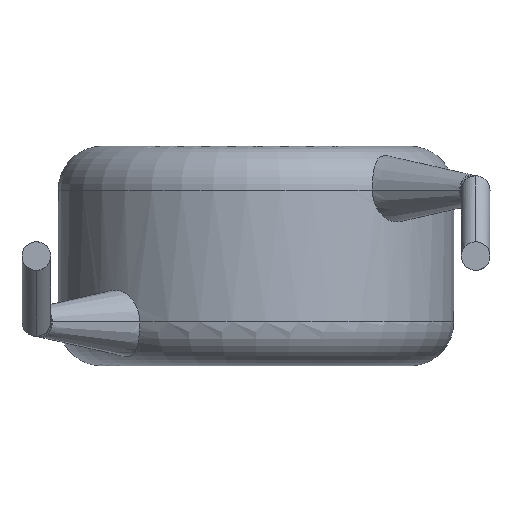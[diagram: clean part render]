
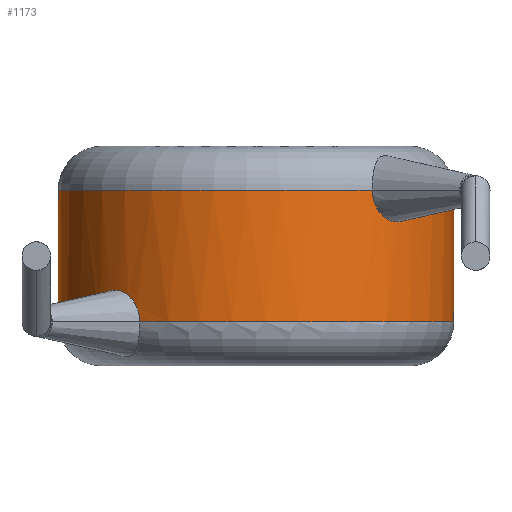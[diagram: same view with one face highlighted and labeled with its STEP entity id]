
A CAD part, front view. The second image highlights one B-rep face of the part: STEP entity #1173.
In plain terms, the highlighted cylindrical face has radius 4.5 mm (diameter 9 mm), a partial arc.
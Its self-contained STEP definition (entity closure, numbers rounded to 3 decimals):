
#60 = CARTESIAN_POINT ( 'NONE',  ( 3.675, -2.597, 4. ) ) ;
#65 = B_SPLINE_CURVE_WITH_KNOTS ( 'NONE', 3,
 ( #3800, #4121, #191, #239, #2512, #2165, #1534, #570, #2494, #3120, #556, #4138, #3442, #2839 ),
 .UNSPECIFIED., .F., .F.,
 ( 4, 2, 2, 2, 2, 2, 4 ),
 ( 0., 0., 0.001, 0.001, 0.001, 0.002, 0.002 ),
 .UNSPECIFIED. ) ;
#67 = EDGE_CURVE ( 'NONE', #166, #2306, #2066, .T. ) ;
#68 = CARTESIAN_POINT ( 'NONE',  ( 0., 0., 1. ) ) ;
#94 = DIRECTION ( 'NONE',  ( 0., 0., 1. ) ) ;
#108 = CIRCLE ( 'NONE', #3659, 4.5 ) ;
#166 = VERTEX_POINT ( 'NONE', #2164 ) ;
#191 = CARTESIAN_POINT ( 'NONE',  ( -2.662, -3.628, 1.191 ) ) ;
#239 = CARTESIAN_POINT ( 'NONE',  ( -2.722, -3.583, 1.367 ) ) ;
#357 = DIRECTION ( 'NONE',  ( 0., 0., -1. ) ) ;
#363 = VERTEX_POINT ( 'NONE', #3688 ) ;
#364 = CARTESIAN_POINT ( 'NONE',  ( 3.675, -2.597, 3.807 ) ) ;
#441 = CARTESIAN_POINT ( 'NONE',  ( 0., 0., 4. ) ) ;
#556 = CARTESIAN_POINT ( 'NONE',  ( -3.502, -2.826, 1.58 ) ) ;
#570 = CARTESIAN_POINT ( 'NONE',  ( -3.27, -3.093, 1.723 ) ) ;
#647 = LINE ( 'NONE', #2540, #2290 ) ;
#752 = VERTEX_POINT ( 'NONE', #2261 ) ;
#766 = AXIS2_PLACEMENT_3D ( 'NONE', #68, #94, #3327 ) ;
#985 = CIRCLE ( 'NONE', #1195, 4.5 ) ;
#1017 = CARTESIAN_POINT ( 'NONE',  ( -4.5, 0., 5. ) ) ;
#1046 = CARTESIAN_POINT ( 'NONE',  ( -3.675, -2.597, 1. ) ) ;
#1146 = FACE_OUTER_BOUND ( 'NONE', #2711, .T. ) ;
#1173 = ADVANCED_FACE ( 'NONE', ( #1146 ), #3038, .T. ) ;
#1184 = ORIENTED_EDGE ( 'NONE', *, *, #67, .T. ) ;
#1189 = VERTEX_POINT ( 'NONE', #3326 ) ;
#1195 = AXIS2_PLACEMENT_3D ( 'NONE', #3814, #3803, #1210 ) ;
#1210 = DIRECTION ( 'NONE',  ( 1., 0., 0. ) ) ;
#1302 = CARTESIAN_POINT ( 'NONE',  ( 3.502, -2.826, 3.42 ) ) ;
#1341 = ORIENTED_EDGE ( 'NONE', *, *, #2010, .F. ) ;
#1528 = VECTOR ( 'NONE', #3647, 1000. ) ;
#1529 = DIRECTION ( 'NONE',  ( 1., 0., 0. ) ) ;
#1534 = CARTESIAN_POINT ( 'NONE',  ( -3.069, -3.296, 1.723 ) ) ;
#1649 = VERTEX_POINT ( 'NONE', #1926 ) ;
#1693 = CARTESIAN_POINT ( 'NONE',  ( 4.5, 0., 1. ) ) ;
#1834 = AXIS2_PLACEMENT_3D ( 'NONE', #4018, #2338, #2361 ) ;
#1926 = CARTESIAN_POINT ( 'NONE',  ( -4.5, 0., 4. ) ) ;
#2010 = EDGE_CURVE ( 'NONE', #166, #2310, #65, .T. ) ;
#2066 = CIRCLE ( 'NONE', #766, 4.5 ) ;
#2073 = AXIS2_PLACEMENT_3D ( 'NONE', #2446, #2773, #1529 ) ;
#2164 = CARTESIAN_POINT ( 'NONE',  ( -2.646, -3.64, 1. ) ) ;
#2165 = CARTESIAN_POINT ( 'NONE',  ( -2.926, -3.422, 1.646 ) ) ;
#2261 = CARTESIAN_POINT ( 'NONE',  ( -4.5, 0., 1. ) ) ;
#2290 = VECTOR ( 'NONE', #3554, 1000. ) ;
#2306 = VERTEX_POINT ( 'NONE', #1693 ) ;
#2310 = VERTEX_POINT ( 'NONE', #1046 ) ;
#2338 = DIRECTION ( 'NONE',  ( 0., 0., -1. ) ) ;
#2361 = DIRECTION ( 'NONE',  ( -1., 0., 0. ) ) ;
#2365 = CARTESIAN_POINT ( 'NONE',  ( 2.926, -3.422, 3.354 ) ) ;
#2446 = CARTESIAN_POINT ( 'NONE',  ( 0., 0., 1. ) ) ;
#2494 = CARTESIAN_POINT ( 'NONE',  ( -3.335, -3.023, 1.705 ) ) ;
#2510 = ORIENTED_EDGE ( 'NONE', *, *, #2989, .T. ) ;
#2512 = CARTESIAN_POINT ( 'NONE',  ( -2.767, -3.55, 1.447 ) ) ;
#2540 = CARTESIAN_POINT ( 'NONE',  ( 4.5, 0., 5. ) ) ;
#2647 = EDGE_CURVE ( 'NONE', #1189, #1649, #985, .T. ) ;
#2700 = VERTEX_POINT ( 'NONE', #4175 ) ;
#2711 = EDGE_LOOP ( 'NONE', ( #3945, #3720, #2966, #3795, #2975, #2510, #1341, #1184 ) ) ;
#2717 = DIRECTION ( 'NONE',  ( 1., 0., 0. ) ) ;
#2773 = DIRECTION ( 'NONE',  ( 0., 0., 1. ) ) ;
#2821 = EDGE_CURVE ( 'NONE', #2700, #2306, #647, .T. ) ;
#2839 = CARTESIAN_POINT ( 'NONE',  ( -3.675, -2.597, 1. ) ) ;
#2952 = CARTESIAN_POINT ( 'NONE',  ( 2.662, -3.628, 3.809 ) ) ;
#2956 = CARTESIAN_POINT ( 'NONE',  ( 3.27, -3.093, 3.277 ) ) ;
#2966 = ORIENTED_EDGE ( 'NONE', *, *, #3610, .F. ) ;
#2975 = ORIENTED_EDGE ( 'NONE', *, *, #4208, .T. ) ;
#2989 = EDGE_CURVE ( 'NONE', #752, #2310, #2992, .T. ) ;
#2992 = CIRCLE ( 'NONE', #2073, 4.5 ) ;
#3006 = CARTESIAN_POINT ( 'NONE',  ( 2.646, -3.64, 4. ) ) ;
#3038 = CYLINDRICAL_SURFACE ( 'NONE', #1834, 4.5 ) ;
#3120 = CARTESIAN_POINT ( 'NONE',  ( -3.451, -2.889, 1.633 ) ) ;
#3326 = CARTESIAN_POINT ( 'NONE',  ( 2.646, -3.64, 4. ) ) ;
#3327 = DIRECTION ( 'NONE',  ( 1., 0., 0. ) ) ;
#3422 = CARTESIAN_POINT ( 'NONE',  ( 3.335, -3.023, 3.295 ) ) ;
#3442 = CARTESIAN_POINT ( 'NONE',  ( -3.675, -2.597, 1.193 ) ) ;
#3510 = EDGE_CURVE ( 'NONE', #2700, #363, #108, .T. ) ;
#3512 = CARTESIAN_POINT ( 'NONE',  ( 2.722, -3.583, 3.633 ) ) ;
#3554 = DIRECTION ( 'NONE',  ( 0., 0., -1. ) ) ;
#3610 = EDGE_CURVE ( 'NONE', #1189, #363, #3738, .T. ) ;
#3647 = DIRECTION ( 'NONE',  ( 0., 0., -1. ) ) ;
#3658 = CARTESIAN_POINT ( 'NONE',  ( 2.646, -3.64, 3.904 ) ) ;
#3659 = AXIS2_PLACEMENT_3D ( 'NONE', #441, #357, #2717 ) ;
#3688 = CARTESIAN_POINT ( 'NONE',  ( 3.675, -2.597, 4. ) ) ;
#3720 = ORIENTED_EDGE ( 'NONE', *, *, #3510, .T. ) ;
#3738 = B_SPLINE_CURVE_WITH_KNOTS ( 'NONE', 3,
 ( #3006, #3658, #2952, #3512, #4002, #2365, #3959, #2956, #3422, #4077, #1302, #3984, #364, #60 ),
 .UNSPECIFIED., .F., .F.,
 ( 4, 2, 2, 2, 2, 2, 4 ),
 ( 0., 0., 0.001, 0.001, 0.001, 0.002, 0.002 ),
 .UNSPECIFIED. ) ;
#3795 = ORIENTED_EDGE ( 'NONE', *, *, #2647, .T. ) ;
#3800 = CARTESIAN_POINT ( 'NONE',  ( -2.646, -3.64, 1. ) ) ;
#3803 = DIRECTION ( 'NONE',  ( 0., 0., -1. ) ) ;
#3814 = CARTESIAN_POINT ( 'NONE',  ( 0., 0., 4. ) ) ;
#3945 = ORIENTED_EDGE ( 'NONE', *, *, #2821, .F. ) ;
#3959 = CARTESIAN_POINT ( 'NONE',  ( 3.069, -3.296, 3.277 ) ) ;
#3984 = CARTESIAN_POINT ( 'NONE',  ( 3.63, -2.663, 3.621 ) ) ;
#4002 = CARTESIAN_POINT ( 'NONE',  ( 2.767, -3.55, 3.553 ) ) ;
#4018 = CARTESIAN_POINT ( 'NONE',  ( 0., 0., 5. ) ) ;
#4077 = CARTESIAN_POINT ( 'NONE',  ( 3.451, -2.889, 3.367 ) ) ;
#4121 = CARTESIAN_POINT ( 'NONE',  ( -2.646, -3.64, 1.096 ) ) ;
#4138 = CARTESIAN_POINT ( 'NONE',  ( -3.63, -2.663, 1.379 ) ) ;
#4165 = LINE ( 'NONE', #1017, #1528 ) ;
#4175 = CARTESIAN_POINT ( 'NONE',  ( 4.5, 0., 4. ) ) ;
#4208 = EDGE_CURVE ( 'NONE', #1649, #752, #4165, .T. ) ;
